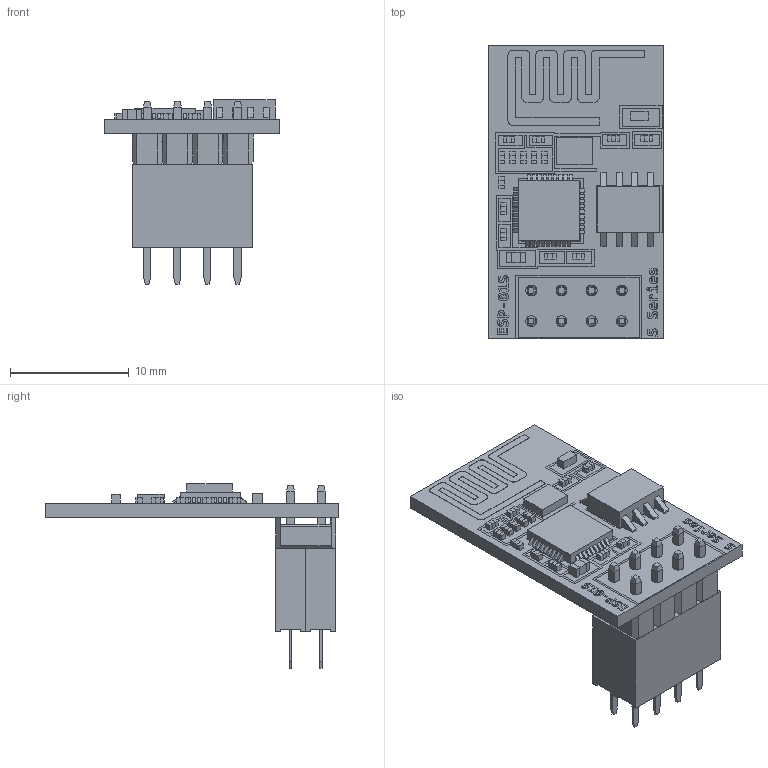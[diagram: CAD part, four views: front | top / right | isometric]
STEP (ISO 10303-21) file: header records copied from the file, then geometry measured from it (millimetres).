
FILE_DESCRIPTION(/* description */ (''),/* implementation_level */ '2;1');
FILE_NAME(/* name */ 'ESP-01S - With Header.step',/* time_stamp */ '2021-06-14T19:19:38-06:00',/* author */ (''),/* organization */ (''),/* preprocessor_version */ 'ST-DEVELOPER v18.1',/* originating_system */ 'Autodesk Translation Framework v10.6.0.1341',/* authorisation */ '');
FILE_SCHEMA (('AUTOMOTIVE_DESIGN { 1 0 10303 214 3 1 1 }'));
Length unit declared in the file: millimetre
Products named in the file (11): ESP-01S - With Header; PCB; Antenna; SerialFlashMem; ESP8266EX; Male Pin Header 2x4 v5; SmalComponent; LargeComponent; LED; Crystal; Pin Socket - 01x04 v2
Assembly tree (24 placements, depth 2):
  ESP-01S - With Header
    PCB
    Antenna
    SerialFlashMem
    ESP8266EX
    Male Pin Header 2x4 v5
    SmalComponent  x14
    LargeComponent
    LED
    Crystal
    Pin Socket - 01x04 v2  x2
Bounding box: 14.8 x 24.75 x 15.53 mm (x, y, z)
Volume: 980.8 mm3; surface area: 2274.5 mm2
Topology: 106 solids, 106 shells, 1161 faces, 3080 edges, 2195 vertices
Faces by surface type: plane 1139, cylinder 22
Full cylindrical faces by diameter (mm): 0.92 x8
Entity records: 27334 total; most frequent: CARTESIAN_POINT 6183, ORIENTED_EDGE 4536, DIRECTION 3611, EDGE_CURVE 2268, LINE 1867, VECTOR 1867, VERTEX_POINT 1659, EDGE_LOOP 877
